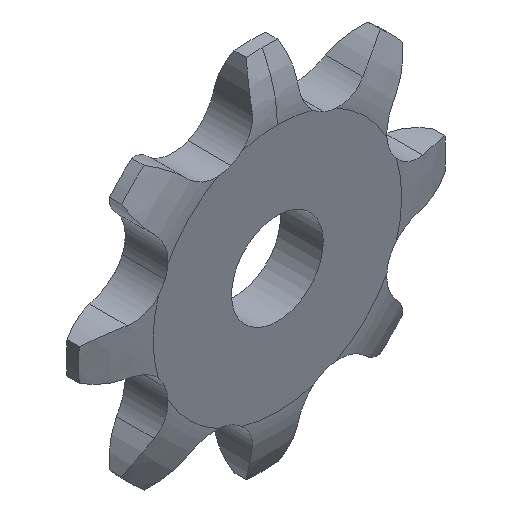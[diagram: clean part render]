
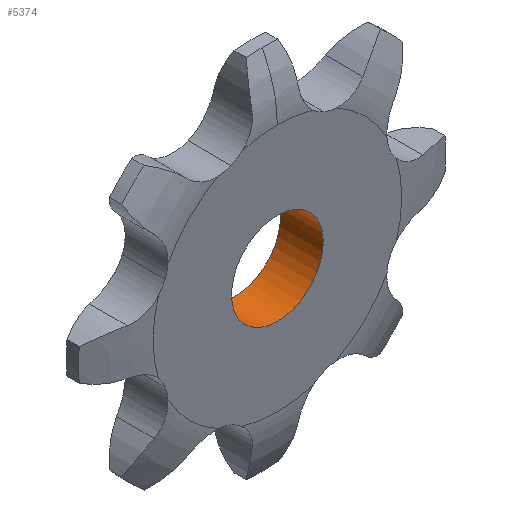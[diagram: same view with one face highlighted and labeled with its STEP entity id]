
A CAD part, isometric view. The second image highlights one B-rep face of the part: STEP entity #5374.
In plain terms, the highlighted cylindrical face has radius 3 mm (diameter 6 mm), a full revolution.
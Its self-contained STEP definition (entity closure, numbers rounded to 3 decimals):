
#45 = PLANE('',#46);
#46 = AXIS2_PLACEMENT_3D('',#47,#48,#49);
#47 = CARTESIAN_POINT('',(0.,0.,
    0.));
#48 = DIRECTION('',(0.,1.,0.));
#49 = DIRECTION('',(0.,0.,-1.));
#236 = PLANE('',#237);
#237 = AXIS2_PLACEMENT_3D('',#238,#239,#240);
#238 = CARTESIAN_POINT('',(0.,-2.8,0.)
  );
#239 = DIRECTION('',(0.,-1.,0.));
#240 = DIRECTION('',(0.,0.,1.));
#1092 = EDGE_CURVE('',#1093,#1093,#1095,.T.);
#1093 = VERTEX_POINT('',#1094);
#1094 = CARTESIAN_POINT('',(3.,0.,0.));
#1095 = SURFACE_CURVE('',#1096,(#1101,#1112),.PCURVE_S1.);
#1096 = CIRCLE('',#1097,3.);
#1097 = AXIS2_PLACEMENT_3D('',#1098,#1099,#1100);
#1098 = CARTESIAN_POINT('',(0.,0.,0.));
#1099 = DIRECTION('',(0.,-1.,0.));
#1100 = DIRECTION('',(1.,0.,0.));
#1101 = PCURVE('',#45,#1102);
#1102 = DEFINITIONAL_REPRESENTATION('',(#1103),#1111);
#1103 = ( BOUNDED_CURVE() B_SPLINE_CURVE(2,(#1104,#1105,#1106,#1107,
#1108,#1109,#1110),.UNSPECIFIED.,.T.,.F.) B_SPLINE_CURVE_WITH_KNOTS((1,2
    ,2,2,2,1),(-2.094,0.,2.094,4.189,
6.283,8.378),.UNSPECIFIED.) CURVE() 
GEOMETRIC_REPRESENTATION_ITEM() RATIONAL_B_SPLINE_CURVE((1.,0.5,1.,0.5,
1.,0.5,1.)) REPRESENTATION_ITEM('') );
#1104 = CARTESIAN_POINT('',(0.,-3.));
#1105 = CARTESIAN_POINT('',(-5.196,-3.));
#1106 = CARTESIAN_POINT('',(-2.598,1.5));
#1107 = CARTESIAN_POINT('',(0.,6.));
#1108 = CARTESIAN_POINT('',(2.598,1.5));
#1109 = CARTESIAN_POINT('',(5.196,-3.));
#1110 = CARTESIAN_POINT('',(0.,-3.));
#1111 = ( GEOMETRIC_REPRESENTATION_CONTEXT(2) 
PARAMETRIC_REPRESENTATION_CONTEXT() REPRESENTATION_CONTEXT('2D SPACE',''
  ) );
#1112 = PCURVE('',#1113,#1118);
#1113 = CYLINDRICAL_SURFACE('',#1114,3.);
#1114 = AXIS2_PLACEMENT_3D('',#1115,#1116,#1117);
#1115 = CARTESIAN_POINT('',(0.,0.,0.));
#1116 = DIRECTION('',(0.,1.,0.));
#1117 = DIRECTION('',(1.,0.,0.));
#1118 = DEFINITIONAL_REPRESENTATION('',(#1119),#1123);
#1119 = LINE('',#1120,#1121);
#1120 = CARTESIAN_POINT('',(-0.,0.));
#1121 = VECTOR('',#1122,1.);
#1122 = DIRECTION('',(-1.,0.));
#1123 = ( GEOMETRIC_REPRESENTATION_CONTEXT(2) 
PARAMETRIC_REPRESENTATION_CONTEXT() REPRESENTATION_CONTEXT('2D SPACE',''
  ) );
#1921 = EDGE_CURVE('',#1922,#1922,#1924,.T.);
#1922 = VERTEX_POINT('',#1923);
#1923 = CARTESIAN_POINT('',(3.,-2.8,0.));
#1924 = SURFACE_CURVE('',#1925,(#1930,#1941),.PCURVE_S1.);
#1925 = CIRCLE('',#1926,3.);
#1926 = AXIS2_PLACEMENT_3D('',#1927,#1928,#1929);
#1927 = CARTESIAN_POINT('',(0.,-2.8,0.));
#1928 = DIRECTION('',(-0.,1.,0.));
#1929 = DIRECTION('',(1.,0.,0.));
#1930 = PCURVE('',#236,#1931);
#1931 = DEFINITIONAL_REPRESENTATION('',(#1932),#1940);
#1932 = ( BOUNDED_CURVE() B_SPLINE_CURVE(2,(#1933,#1934,#1935,#1936,
#1937,#1938,#1939),.UNSPECIFIED.,.T.,.F.) B_SPLINE_CURVE_WITH_KNOTS((1,2
    ,2,2,2,1),(-2.094,0.,2.094,4.189,
6.283,8.378),.UNSPECIFIED.) CURVE() 
GEOMETRIC_REPRESENTATION_ITEM() RATIONAL_B_SPLINE_CURVE((1.,0.5,1.,0.5,
1.,0.5,1.)) REPRESENTATION_ITEM('') );
#1933 = CARTESIAN_POINT('',(0.,-3.));
#1934 = CARTESIAN_POINT('',(-5.196,-3.));
#1935 = CARTESIAN_POINT('',(-2.598,1.5));
#1936 = CARTESIAN_POINT('',(0.,6.));
#1937 = CARTESIAN_POINT('',(2.598,1.5));
#1938 = CARTESIAN_POINT('',(5.196,-3.));
#1939 = CARTESIAN_POINT('',(0.,-3.));
#1940 = ( GEOMETRIC_REPRESENTATION_CONTEXT(2) 
PARAMETRIC_REPRESENTATION_CONTEXT() REPRESENTATION_CONTEXT('2D SPACE',''
  ) );
#1941 = PCURVE('',#1113,#1942);
#1942 = DEFINITIONAL_REPRESENTATION('',(#1943),#1947);
#1943 = LINE('',#1944,#1945);
#1944 = CARTESIAN_POINT('',(-6.283,-2.8));
#1945 = VECTOR('',#1946,1.);
#1946 = DIRECTION('',(1.,-0.));
#1947 = ( GEOMETRIC_REPRESENTATION_CONTEXT(2) 
PARAMETRIC_REPRESENTATION_CONTEXT() REPRESENTATION_CONTEXT('2D SPACE',''
  ) );
#5374 = ADVANCED_FACE('',(#5375),#1113,.F.);
#5375 = FACE_BOUND('',#5376,.T.);
#5376 = EDGE_LOOP('',(#5377,#5378,#5399,#5400));
#5377 = ORIENTED_EDGE('',*,*,#1092,.F.);
#5378 = ORIENTED_EDGE('',*,*,#5379,.T.);
#5379 = EDGE_CURVE('',#1093,#1922,#5380,.T.);
#5380 = SEAM_CURVE('',#5381,(#5385,#5392),.PCURVE_S1.);
#5381 = LINE('',#5382,#5383);
#5382 = CARTESIAN_POINT('',(3.,0.,0.));
#5383 = VECTOR('',#5384,1.);
#5384 = DIRECTION('',(0.,-1.,0.));
#5385 = PCURVE('',#1113,#5386);
#5386 = DEFINITIONAL_REPRESENTATION('',(#5387),#5391);
#5387 = LINE('',#5388,#5389);
#5388 = CARTESIAN_POINT('',(-6.283,0.));
#5389 = VECTOR('',#5390,1.);
#5390 = DIRECTION('',(-0.,-1.));
#5391 = ( GEOMETRIC_REPRESENTATION_CONTEXT(2) 
PARAMETRIC_REPRESENTATION_CONTEXT() REPRESENTATION_CONTEXT('2D SPACE',''
  ) );
#5392 = PCURVE('',#1113,#5393);
#5393 = DEFINITIONAL_REPRESENTATION('',(#5394),#5398);
#5394 = LINE('',#5395,#5396);
#5395 = CARTESIAN_POINT('',(-0.,0.));
#5396 = VECTOR('',#5397,1.);
#5397 = DIRECTION('',(-0.,-1.));
#5398 = ( GEOMETRIC_REPRESENTATION_CONTEXT(2) 
PARAMETRIC_REPRESENTATION_CONTEXT() REPRESENTATION_CONTEXT('2D SPACE',''
  ) );
#5399 = ORIENTED_EDGE('',*,*,#1921,.F.);
#5400 = ORIENTED_EDGE('',*,*,#5379,.F.);
